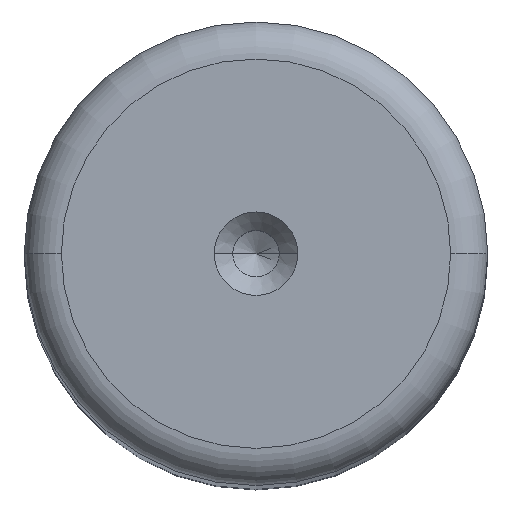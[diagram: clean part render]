
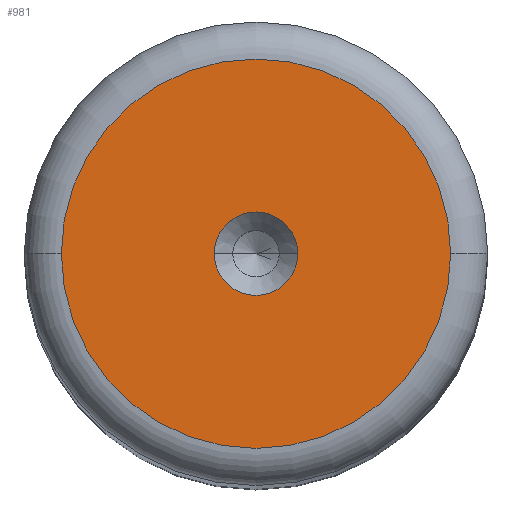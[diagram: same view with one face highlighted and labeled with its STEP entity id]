
A CAD part, top view. The second image highlights one B-rep face of the part: STEP entity #981.
In plain terms, the highlighted planar face has unit normal (0, 0, 1).
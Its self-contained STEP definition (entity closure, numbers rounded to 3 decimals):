
#6 = CARTESIAN_POINT ( 'NONE',  ( 0., 0., 140. ) ) ;
#38 = CIRCLE ( 'NONE', #258, 10.5 ) ;
#69 = DIRECTION ( 'NONE',  ( 0., 0., 1. ) ) ;
#133 = DIRECTION ( 'NONE',  ( 1., 0., 0. ) ) ;
#142 = CIRCLE ( 'NONE', #760, 2.25 ) ;
#148 = CARTESIAN_POINT ( 'NONE',  ( 2.25, 0., 140. ) ) ;
#208 = ORIENTED_EDGE ( 'NONE', *, *, #1234, .F. ) ;
#221 = CARTESIAN_POINT ( 'NONE',  ( 0., 0., 140. ) ) ;
#239 = CARTESIAN_POINT ( 'NONE',  ( 10.5, 0., 140. ) ) ;
#240 = CARTESIAN_POINT ( 'NONE',  ( 0., 0., 140. ) ) ;
#258 = AXIS2_PLACEMENT_3D ( 'NONE', #820, #69, #938 ) ;
#269 = EDGE_LOOP ( 'NONE', ( #672, #855 ) ) ;
#328 = PLANE ( 'NONE',  #1577 ) ;
#373 = DIRECTION ( 'NONE',  ( 1., 0., 0. ) ) ;
#469 = CIRCLE ( 'NONE', #842, 2.25 ) ;
#470 = DIRECTION ( 'NONE',  ( 0., 0., 1. ) ) ;
#505 = VERTEX_POINT ( 'NONE', #239 ) ;
#527 = VERTEX_POINT ( 'NONE', #867 ) ;
#620 = DIRECTION ( 'NONE',  ( 0., 0., 1. ) ) ;
#668 = FACE_OUTER_BOUND ( 'NONE', #269, .T. ) ;
#672 = ORIENTED_EDGE ( 'NONE', *, *, #1249, .T. ) ;
#721 = EDGE_LOOP ( 'NONE', ( #1358, #208 ) ) ;
#747 = FACE_BOUND ( 'NONE', #721, .T. ) ;
#760 = AXIS2_PLACEMENT_3D ( 'NONE', #1359, #620, #1490 ) ;
#820 = CARTESIAN_POINT ( 'NONE',  ( 0., 0., 140. ) ) ;
#842 = AXIS2_PLACEMENT_3D ( 'NONE', #240, #1118, #373 ) ;
#855 = ORIENTED_EDGE ( 'NONE', *, *, #1554, .T. ) ;
#867 = CARTESIAN_POINT ( 'NONE',  ( -10.5, 0., 140. ) ) ;
#881 = DIRECTION ( 'NONE',  ( 0., 0., 1. ) ) ;
#938 = DIRECTION ( 'NONE',  ( 1., 0., 0. ) ) ;
#973 = CARTESIAN_POINT ( 'NONE',  ( -2.25, 0., 140. ) ) ;
#981 = ADVANCED_FACE ( 'NONE', ( #747, #668 ), #328, .T. ) ;
#1052 = VERTEX_POINT ( 'NONE', #973 ) ;
#1118 = DIRECTION ( 'NONE',  ( 0., 0., 1. ) ) ;
#1215 = EDGE_CURVE ( 'NONE', #1327, #1052, #142, .T. ) ;
#1234 = EDGE_CURVE ( 'NONE', #1052, #1327, #469, .T. ) ;
#1249 = EDGE_CURVE ( 'NONE', #505, #527, #1271, .T. ) ;
#1256 = AXIS2_PLACEMENT_3D ( 'NONE', #6, #881, #133 ) ;
#1271 = CIRCLE ( 'NONE', #1256, 10.5 ) ;
#1327 = VERTEX_POINT ( 'NONE', #148 ) ;
#1343 = DIRECTION ( 'NONE',  ( 1., 0., 0. ) ) ;
#1358 = ORIENTED_EDGE ( 'NONE', *, *, #1215, .F. ) ;
#1359 = CARTESIAN_POINT ( 'NONE',  ( 0., 0., 140. ) ) ;
#1490 = DIRECTION ( 'NONE',  ( 1., 0., 0. ) ) ;
#1554 = EDGE_CURVE ( 'NONE', #527, #505, #38, .T. ) ;
#1577 = AXIS2_PLACEMENT_3D ( 'NONE', #221, #470, #1343 ) ;
